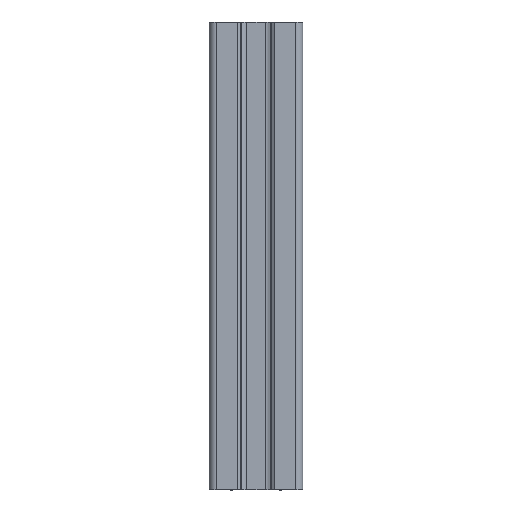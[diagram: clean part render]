
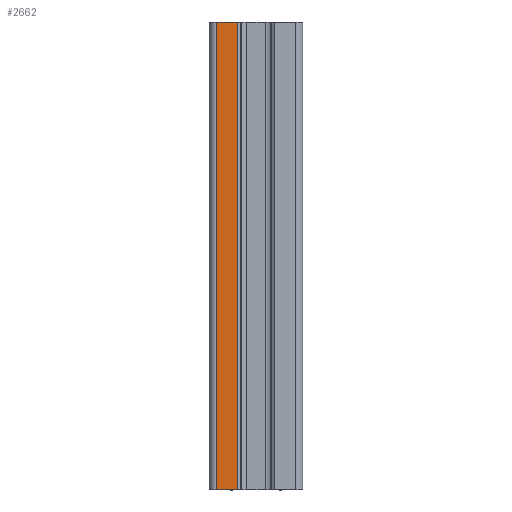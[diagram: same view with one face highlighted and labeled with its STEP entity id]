
A CAD part, front view. The second image highlights one B-rep face of the part: STEP entity #2662.
In plain terms, the highlighted planar face has unit normal (0, -1, 0).
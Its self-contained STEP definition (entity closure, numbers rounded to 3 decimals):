
#444 = VECTOR ( 'NONE', #3545, 1000. ) ;
#1379 = ORIENTED_EDGE ( 'NONE', *, *, #7247, .F. ) ;
#1438 = LINE ( 'NONE', #8995, #5444 ) ;
#2280 = FACE_OUTER_BOUND ( 'NONE', #7589, .T. ) ;
#2662 = ADVANCED_FACE ( 'NONE', ( #2280 ), #8120, .F. ) ;
#3058 = CARTESIAN_POINT ( 'NONE',  ( 6346.704, 3870.662, 0. ) ) ;
#3474 = ORIENTED_EDGE ( 'NONE', *, *, #4776, .T. ) ;
#3545 = DIRECTION ( 'NONE',  ( 0., 0., 1. ) ) ;
#3880 = ORIENTED_EDGE ( 'NONE', *, *, #8565, .F. ) ;
#4072 = ORIENTED_EDGE ( 'NONE', *, *, #8618, .F. ) ;
#4387 = DIRECTION ( 'NONE',  ( 0., 0., -1. ) ) ;
#4679 = CARTESIAN_POINT ( 'NONE',  ( 6346.704, 3870.662, 100. ) ) ;
#4776 = EDGE_CURVE ( 'NONE', #8745, #8178, #6097, .T. ) ;
#5397 = VECTOR ( 'NONE', #8607, 1000. ) ;
#5444 = VECTOR ( 'NONE', #7952, 1000. ) ;
#5766 = CARTESIAN_POINT ( 'NONE',  ( 6346.704, 3870.662, 100. ) ) ;
#6097 = LINE ( 'NONE', #6727, #5397 ) ;
#6551 = CARTESIAN_POINT ( 'NONE',  ( 6351.304, 3870.662, 100. ) ) ;
#6727 = CARTESIAN_POINT ( 'NONE',  ( 6351.304, 3870.662, 0. ) ) ;
#6863 = VECTOR ( 'NONE', #4387, 1000. ) ;
#6963 = LINE ( 'NONE', #6551, #6863 ) ;
#7247 = EDGE_CURVE ( 'NONE', #8351, #7849, #1438, .T. ) ;
#7589 = EDGE_LOOP ( 'NONE', ( #4072, #1379, #3880, #3474 ) ) ;
#7849 = VERTEX_POINT ( 'NONE', #8707 ) ;
#7866 = LINE ( 'NONE', #5766, #444 ) ;
#7952 = DIRECTION ( 'NONE',  ( 1., 0., 0. ) ) ;
#8120 = PLANE ( 'NONE',  #8798 ) ;
#8178 = VERTEX_POINT ( 'NONE', #8853 ) ;
#8351 = VERTEX_POINT ( 'NONE', #4679 ) ;
#8565 = EDGE_CURVE ( 'NONE', #8745, #8351, #7866, .T. ) ;
#8607 = DIRECTION ( 'NONE',  ( 1., 0., 0. ) ) ;
#8618 = EDGE_CURVE ( 'NONE', #7849, #8178, #6963, .T. ) ;
#8707 = CARTESIAN_POINT ( 'NONE',  ( 6351.304, 3870.662, 100. ) ) ;
#8745 = VERTEX_POINT ( 'NONE', #3058 ) ;
#8755 = CARTESIAN_POINT ( 'NONE',  ( 6351.304, 3870.662, 100. ) ) ;
#8798 = AXIS2_PLACEMENT_3D ( 'NONE', #8755, #9452, #9489 ) ;
#8853 = CARTESIAN_POINT ( 'NONE',  ( 6351.304, 3870.662, 0. ) ) ;
#8995 = CARTESIAN_POINT ( 'NONE',  ( 6357.215, 3870.662, 100. ) ) ;
#9452 = DIRECTION ( 'NONE',  ( 0., 1., 0. ) ) ;
#9489 = DIRECTION ( 'NONE',  ( 0., 0., 1. ) ) ;
